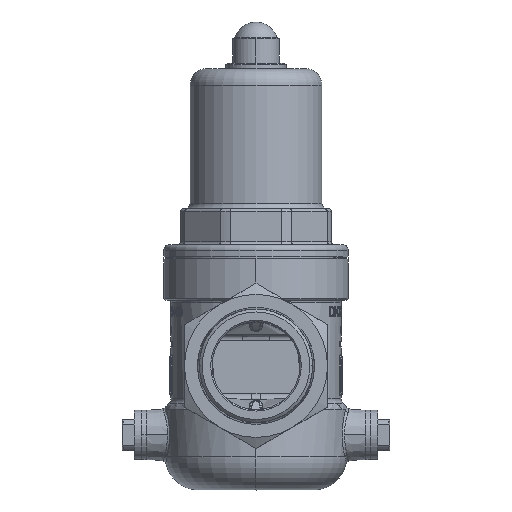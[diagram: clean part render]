
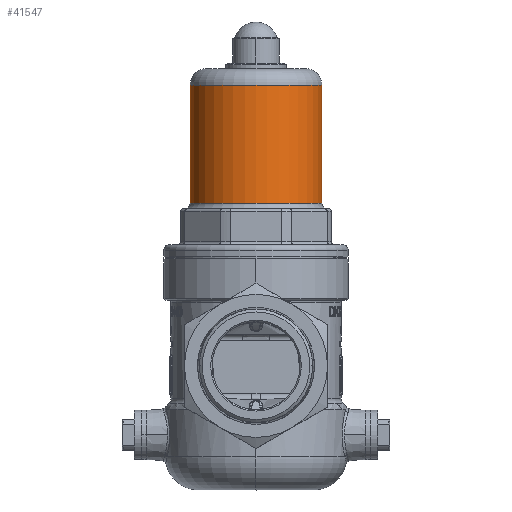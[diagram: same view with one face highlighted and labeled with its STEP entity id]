
A CAD part, top view. The second image highlights one B-rep face of the part: STEP entity #41547.
In plain terms, the highlighted cylindrical face has radius 24 mm (diameter 48 mm), a partial arc.
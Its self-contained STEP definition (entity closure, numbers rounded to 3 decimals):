
#7827 = VERTEX_POINT ( 'NONE', #54871 ) ;
#7833 = VERTEX_POINT ( 'NONE', #54952 ) ;
#7849 = EDGE_CURVE ( 'NONE', #7833, #7827, #55067, .T. ) ;
#8718 = CARTESIAN_POINT ( 'NONE',  ( 0., 102.2, 0. ) ) ;
#8719 = CIRCLE ( 'NONE', #8735, 24. ) ;
#8734 = DIRECTION ( 'NONE',  ( 0., 1., 0. ) ) ;
#8735 = AXIS2_PLACEMENT_3D ( 'NONE', #8718, #8734, #8772 ) ;
#8772 = DIRECTION ( 'NONE',  ( 1., 0., 0. ) ) ;
#8865 = FACE_OUTER_BOUND ( 'NONE', #41503, .T. ) ;
#8952 = DIRECTION ( 'NONE',  ( 1., 0., 0. ) ) ;
#8953 = DIRECTION ( 'NONE',  ( 0., 1., 0. ) ) ;
#8954 = CARTESIAN_POINT ( 'NONE',  ( 0., 143.157, 0. ) ) ;
#8955 = AXIS2_PLACEMENT_3D ( 'NONE', #8954, #8953, #8952 ) ;
#8956 = CYLINDRICAL_SURFACE ( 'NONE', #8955, 24. ) ;
#9577 = CARTESIAN_POINT ( 'NONE',  ( -24., 102.2, 0. ) ) ;
#9578 = CARTESIAN_POINT ( 'NONE',  ( 24., 102.2, 0. ) ) ;
#9636 = LINE ( 'NONE', #9667, #9666 ) ;
#9665 = DIRECTION ( 'NONE',  ( 0., 1., 0. ) ) ;
#9666 = VECTOR ( 'NONE', #9665, 1000. ) ;
#9667 = CARTESIAN_POINT ( 'NONE',  ( 24., 143.157, 0. ) ) ;
#11249 = DIRECTION ( 'NONE',  ( 0., 1., 0. ) ) ;
#11250 = VECTOR ( 'NONE', #11249, 1000. ) ;
#11252 = CARTESIAN_POINT ( 'NONE',  ( -24., 143.157, 0. ) ) ;
#11253 = LINE ( 'NONE', #11252, #11250 ) ;
#41486 = ORIENTED_EDGE ( 'NONE', *, *, #42122, .F. ) ;
#41503 = EDGE_LOOP ( 'NONE', ( #41486, #41556, #41533, #41538 ) ) ;
#41533 = ORIENTED_EDGE ( 'NONE', *, *, #41811, .T. ) ;
#41535 = EDGE_CURVE ( 'NONE', #41770, #41768, #8719, .T. ) ;
#41538 = ORIENTED_EDGE ( 'NONE', *, *, #41535, .F. ) ;
#41547 = ADVANCED_FACE ( 'NONE', ( #8865 ), #8956, .T. ) ;
#41556 = ORIENTED_EDGE ( 'NONE', *, *, #7849, .T. ) ;
#41768 = VERTEX_POINT ( 'NONE', #9578 ) ;
#41770 = VERTEX_POINT ( 'NONE', #9577 ) ;
#41811 = EDGE_CURVE ( 'NONE', #7827, #41768, #9636, .T. ) ;
#42122 = EDGE_CURVE ( 'NONE', #7833, #41770, #11253, .T. ) ;
#54871 = CARTESIAN_POINT ( 'NONE',  ( 24., 59.2, 0. ) ) ;
#54952 = CARTESIAN_POINT ( 'NONE',  ( -24., 59.2, 0. ) ) ;
#55060 = DIRECTION ( 'NONE',  ( 1., 0., 0. ) ) ;
#55061 = DIRECTION ( 'NONE',  ( 0., 1., 0. ) ) ;
#55062 = CARTESIAN_POINT ( 'NONE',  ( 0., 59.2, 0. ) ) ;
#55064 = AXIS2_PLACEMENT_3D ( 'NONE', #55062, #55061, #55060 ) ;
#55067 = CIRCLE ( 'NONE', #55064, 24. ) ;
